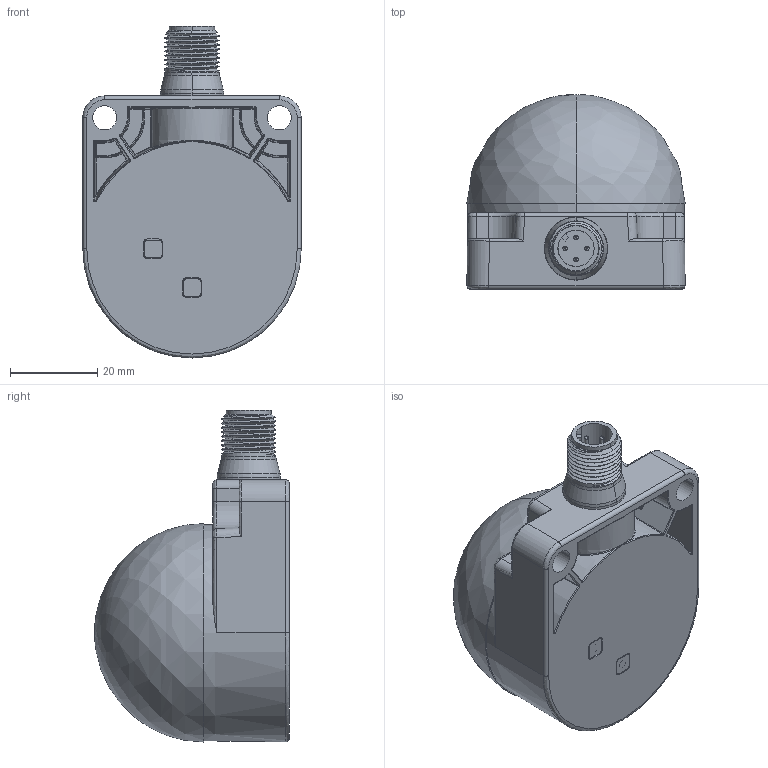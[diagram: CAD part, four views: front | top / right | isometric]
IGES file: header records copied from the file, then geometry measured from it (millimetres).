
Start section:  PTC IGES file: 144802.igs
Global section: file name: 144802.igs; native system: Pro/ENGINEER by Parametric Technology Corporation; preprocessor: 2006170; author: banengservice; organization: Unknown; date: 20090204.110126; units: inch
Bounding box: 50 x 44.6 x 76 mm (x, y, z)
Volume: 31081.1 mm3; surface area: 23386.8 mm2
Topology: 1 solids, 3 shells, 802 faces, 1992 edges, 1229 vertices
Faces by surface type: revolution 478, bspline 324
